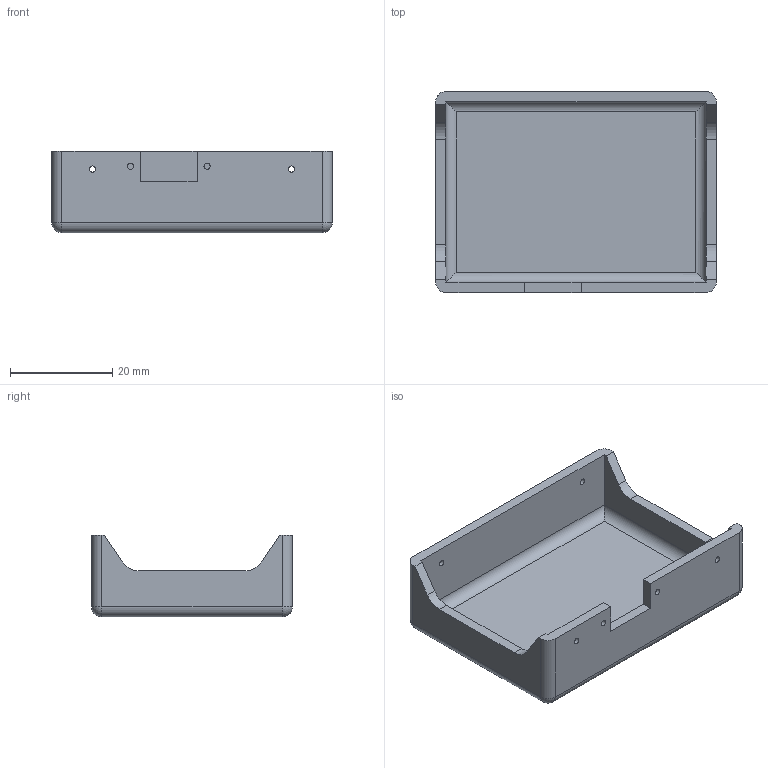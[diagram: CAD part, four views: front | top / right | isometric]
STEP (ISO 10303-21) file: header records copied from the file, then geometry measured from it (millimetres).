
FILE_DESCRIPTION(('FreeCAD Model'),'2;1');
FILE_NAME('Open CASCADE Shape Model','2024-06-28T21:10:45',(''),(''), 'Open CASCADE STEP processor 7.6','FreeCAD','Unknown');
FILE_SCHEMA(('AUTOMOTIVE_DESIGN { 1 0 10303 214 1 1 1 1 }'));
Length unit declared in the file: millimetre
Products named in the file (1): screws_holes_bottom_pocket
Bounding box: 55 x 39.4 x 16 mm (x, y, z)
Volume: 8361 mm3; surface area: 8527.8 mm2
Topology: 1 solids, 1 shells, 48 faces, 122 edges, 76 vertices
Faces by surface type: plane 22, cylinder 22, sphere 4
Full cylindrical faces by diameter (mm): 1.2 x6
Entity records: 1486 total; most frequent: DIRECTION 260, CARTESIAN_POINT 247, ORIENTED_EDGE 244, EDGE_CURVE 122, AXIS2_PLACEMENT_3D 89, LINE 82, VECTOR 82, VERTEX_POINT 76
